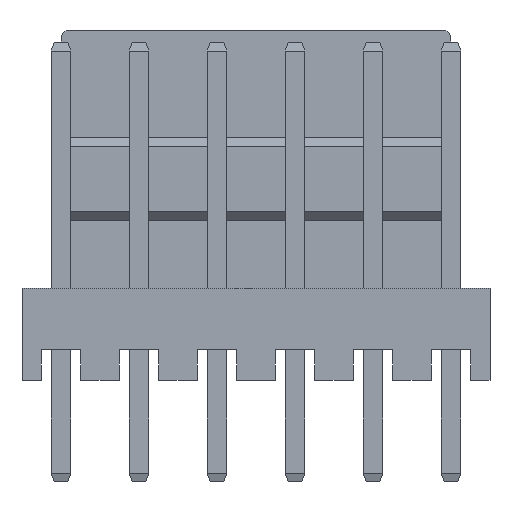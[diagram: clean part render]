
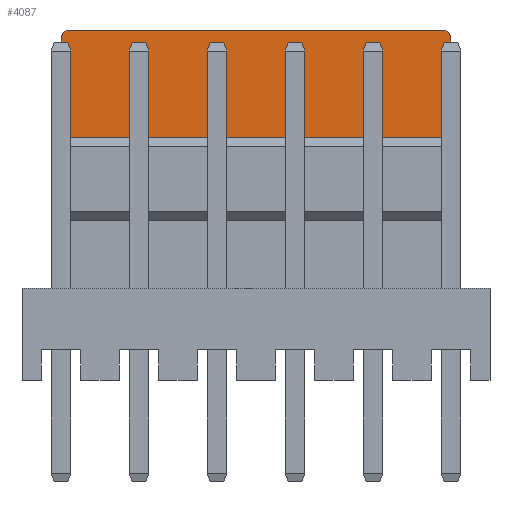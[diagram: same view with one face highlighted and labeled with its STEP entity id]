
A CAD part, front view. The second image highlights one B-rep face of the part: STEP entity #4087.
In plain terms, the highlighted planar face has unit normal (0, -1, 0).
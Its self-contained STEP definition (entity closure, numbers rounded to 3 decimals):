
#199 = PLANE ( 'NONE',  #1761 ) ;
#256 = CARTESIAN_POINT ( 'NONE',  ( 12.7, 1.5, 7.9 ) ) ;
#288 = EDGE_CURVE ( 'NONE', #1413, #2554, #1080, .T. ) ;
#370 = CIRCLE ( 'NONE', #748, 0.25 ) ;
#377 = ORIENTED_EDGE ( 'NONE', *, *, #4139, .F. ) ;
#539 = DIRECTION ( 'NONE',  ( 0., 1., 0. ) ) ;
#613 = VECTOR ( 'NONE', #893, 1000. ) ;
#637 = CARTESIAN_POINT ( 'NONE',  ( 12.7, 1.5, 11.4 ) ) ;
#686 = ORIENTED_EDGE ( 'NONE', *, *, #4252, .F. ) ;
#748 = AXIS2_PLACEMENT_3D ( 'NONE', #3087, #539, #3513 ) ;
#810 = CARTESIAN_POINT ( 'NONE',  ( 12.7, 1.5, 7.9 ) ) ;
#836 = CARTESIAN_POINT ( 'NONE',  ( 12.7, 1.5, 11.15 ) ) ;
#893 = DIRECTION ( 'NONE',  ( 0., 0., 1. ) ) ;
#949 = DIRECTION ( 'NONE',  ( 0., -1., 0. ) ) ;
#951 = ORIENTED_EDGE ( 'NONE', *, *, #1545, .F. ) ;
#998 = AXIS2_PLACEMENT_3D ( 'NONE', #3919, #3200, #1754 ) ;
#1032 = FACE_OUTER_BOUND ( 'NONE', #3775, .T. ) ;
#1080 = LINE ( 'NONE', #637, #4184 ) ;
#1207 = LINE ( 'NONE', #3107, #613 ) ;
#1280 = VERTEX_POINT ( 'NONE', #4783 ) ;
#1413 = VERTEX_POINT ( 'NONE', #1939 ) ;
#1518 = LINE ( 'NONE', #2149, #1789 ) ;
#1545 = EDGE_CURVE ( 'NONE', #2554, #2278, #370, .T. ) ;
#1639 = EDGE_CURVE ( 'NONE', #4222, #2278, #1207, .T. ) ;
#1754 = DIRECTION ( 'NONE',  ( 0., 0., 1. ) ) ;
#1761 = AXIS2_PLACEMENT_3D ( 'NONE', #3141, #949, #2001 ) ;
#1789 = VECTOR ( 'NONE', #2549, 1000. ) ;
#1939 = CARTESIAN_POINT ( 'NONE',  ( 0.25, 1.5, 11.4 ) ) ;
#2001 = DIRECTION ( 'NONE',  ( 0., 0., -1. ) ) ;
#2149 = CARTESIAN_POINT ( 'NONE',  ( 0., 1.5, 0. ) ) ;
#2278 = VERTEX_POINT ( 'NONE', #836 ) ;
#2303 = DIRECTION ( 'NONE',  ( 1., 0., 0. ) ) ;
#2469 = ORIENTED_EDGE ( 'NONE', *, *, #3903, .T. ) ;
#2549 = DIRECTION ( 'NONE',  ( 0., 0., 1. ) ) ;
#2554 = VERTEX_POINT ( 'NONE', #3592 ) ;
#2667 = CARTESIAN_POINT ( 'NONE',  ( 0., 1.5, 11.15 ) ) ;
#3087 = CARTESIAN_POINT ( 'NONE',  ( 12.45, 1.5, 11.15 ) ) ;
#3107 = CARTESIAN_POINT ( 'NONE',  ( 12.7, 1.5, 0. ) ) ;
#3141 = CARTESIAN_POINT ( 'NONE',  ( 12.7, 1.5, 7.9 ) ) ;
#3200 = DIRECTION ( 'NONE',  ( 0., 1., 0. ) ) ;
#3502 = ORIENTED_EDGE ( 'NONE', *, *, #1639, .T. ) ;
#3513 = DIRECTION ( 'NONE',  ( 0., 0., -1. ) ) ;
#3592 = CARTESIAN_POINT ( 'NONE',  ( 12.45, 1.5, 11.4 ) ) ;
#3775 = EDGE_LOOP ( 'NONE', ( #951, #4734, #377, #686, #2469, #3502 ) ) ;
#3810 = DIRECTION ( 'NONE',  ( 1., 0., 0. ) ) ;
#3903 = EDGE_CURVE ( 'NONE', #1280, #4222, #4596, .T. ) ;
#3919 = CARTESIAN_POINT ( 'NONE',  ( 0.25, 1.5, 11.15 ) ) ;
#3941 = VERTEX_POINT ( 'NONE', #2667 ) ;
#3961 = CIRCLE ( 'NONE', #998, 0.25 ) ;
#4087 = ADVANCED_FACE ( 'NONE', ( #1032 ), #199, .T. ) ;
#4139 = EDGE_CURVE ( 'NONE', #3941, #1413, #3961, .T. ) ;
#4184 = VECTOR ( 'NONE', #3810, 1000. ) ;
#4222 = VERTEX_POINT ( 'NONE', #256 ) ;
#4252 = EDGE_CURVE ( 'NONE', #1280, #3941, #1518, .T. ) ;
#4419 = VECTOR ( 'NONE', #2303, 1000. ) ;
#4596 = LINE ( 'NONE', #810, #4419 ) ;
#4734 = ORIENTED_EDGE ( 'NONE', *, *, #288, .F. ) ;
#4783 = CARTESIAN_POINT ( 'NONE',  ( 0., 1.5, 7.9 ) ) ;
